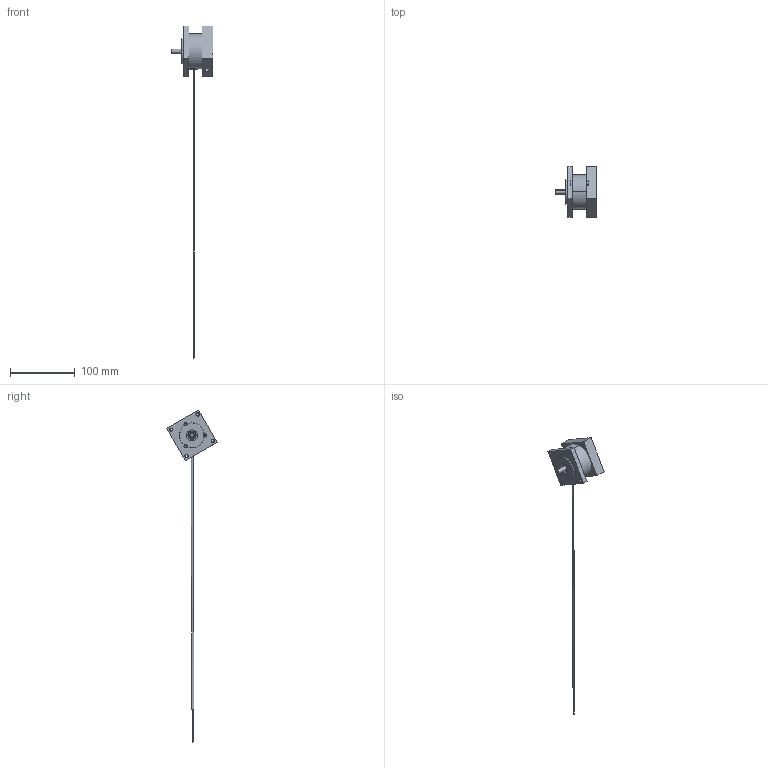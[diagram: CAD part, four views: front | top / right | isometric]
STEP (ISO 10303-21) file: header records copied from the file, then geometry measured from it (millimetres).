
FILE_DESCRIPTION (( 'STEP AP203' ), '1' );
FILE_NAME ('8923-X335.STEP', '2014-09-15T17:24:31', ( 'AIM User' ), ( 'Hewlett-Packard Company' ), 'SwSTEP 2.0', 'SolidWorks 2012', '' );
FILE_SCHEMA (( 'CONFIG_CONTROL_DESIGN' ));
Length unit declared in the file: inch
Products named in the file (1): 8923-X335
Bounding box: 63.91 x 78.07 x 512.43 mm (x, y, z)
Surface area: 29381.6 mm2 (no closed solid volume)
Topology: 0 solids, 18 shells, 149 faces, 442 edges, 307 vertices
Faces by surface type: cylinder 64, plane 57, cone 18, torus 8, bspline 2
Entity records: 5502 total; most frequent: CARTESIAN_POINT 1309, DIRECTION 916, ORIENTED_EDGE 756, EDGE_CURVE 442, AXIS2_PLACEMENT_3D 358, VERTEX_POINT 307, CIRCLE 210, VECTOR 200
